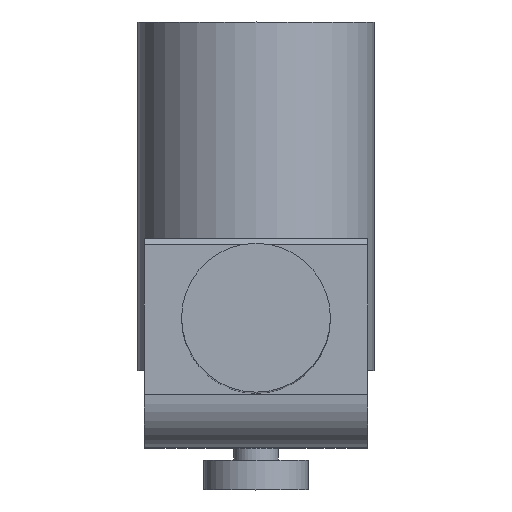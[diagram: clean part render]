
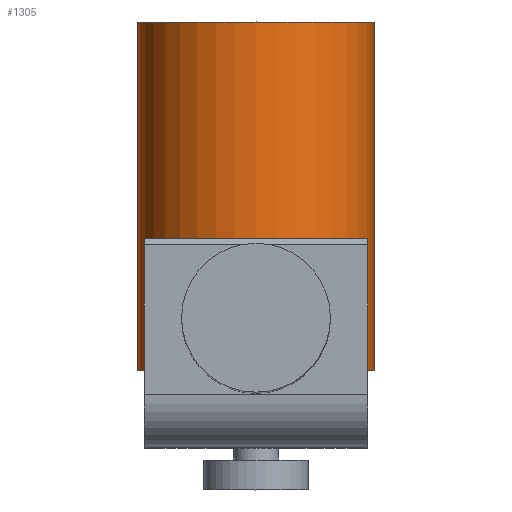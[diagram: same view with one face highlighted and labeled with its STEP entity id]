
A CAD part, top view. The second image highlights one B-rep face of the part: STEP entity #1305.
In plain terms, the highlighted cylindrical face has radius 7.939 mm (diameter 15.878 mm), a partial arc.
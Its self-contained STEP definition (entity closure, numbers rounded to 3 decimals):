
#1264=CARTESIAN_POINT('',(0.0,0.,6.661));
#1265=DIRECTION('',(0.0,-1.0,0.));
#1266=DIRECTION('',(0.0,0.0,1.0));
#1267=AXIS2_PLACEMENT_3D('',#1264,#1265,#1266);
#1268=CYLINDRICAL_SURFACE('',#1267,7.939);
#1269=CARTESIAN_POINT('',(-7.939,-23.4,6.661));
#1270=VERTEX_POINT('',#1269);
#1271=CARTESIAN_POINT('',(7.939,-23.4,6.661));
#1272=VERTEX_POINT('',#1271);
#1273=CARTESIAN_POINT('',(0.0,-23.4,6.661));
#1274=DIRECTION('',(0.0,1.0,0.0));
#1275=DIRECTION('',(0.0,0.0,1.0));
#1276=AXIS2_PLACEMENT_3D('',#1273,#1274,#1275);
#1277=CIRCLE('',#1276,7.939);
#1278=EDGE_CURVE('',#1270,#1272,#1277,.T.);
#1279=ORIENTED_EDGE('',*,*,#1278,.T.);
#1280=CARTESIAN_POINT('',(7.939,0.,6.661));
#1281=VERTEX_POINT('',#1280);
#1282=CARTESIAN_POINT('',(7.939,0.,6.661));
#1283=DIRECTION('',(0.0,-1.0,0.0));
#1284=VECTOR('',#1283,23.4);
#1285=LINE('',#1282,#1284);
#1286=EDGE_CURVE('',#1281,#1272,#1285,.T.);
#1287=ORIENTED_EDGE('',*,*,#1286,.F.);
#1288=CARTESIAN_POINT('',(-7.939,0.,6.661));
#1289=VERTEX_POINT('',#1288);
#1290=CARTESIAN_POINT('',(0.0,0.,6.661));
#1291=DIRECTION('',(0.0,-1.0,0.0));
#1292=DIRECTION('',(0.0,0.0,1.0));
#1293=AXIS2_PLACEMENT_3D('',#1290,#1291,#1292);
#1294=CIRCLE('',#1293,7.939);
#1295=EDGE_CURVE('',#1281,#1289,#1294,.T.);
#1296=ORIENTED_EDGE('',*,*,#1295,.T.);
#1297=CARTESIAN_POINT('',(-7.939,0.,6.661));
#1298=DIRECTION('',(0.0,-1.0,0.0));
#1299=VECTOR('',#1298,23.4);
#1300=LINE('',#1297,#1299);
#1301=EDGE_CURVE('',#1289,#1270,#1300,.T.);
#1302=ORIENTED_EDGE('',*,*,#1301,.T.);
#1303=EDGE_LOOP('',(#1279,#1287,#1296,#1302));
#1304=FACE_OUTER_BOUND('',#1303,.T.);
#1305=ADVANCED_FACE('',(#1304),#1268,.T.);
